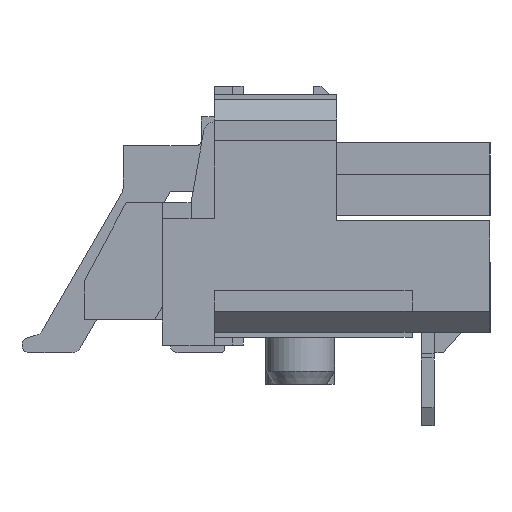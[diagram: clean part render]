
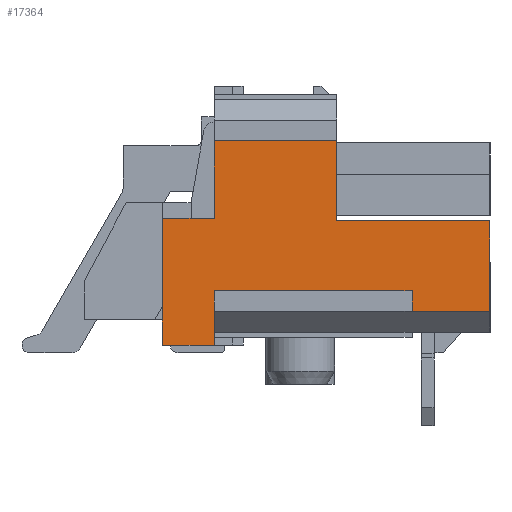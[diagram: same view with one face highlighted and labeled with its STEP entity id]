
A CAD part, left-side view. The second image highlights one B-rep face of the part: STEP entity #17364.
In plain terms, the highlighted planar face has unit normal (-1, 0, 0).
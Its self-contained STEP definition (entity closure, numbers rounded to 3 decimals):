
#14206=CARTESIAN_POINT('',(-9.85,-5.503,4.08));
#14207=VERTEX_POINT('',#14206);
#14214=CARTESIAN_POINT('',(-9.85,-5.503,2.54));
#14215=VERTEX_POINT('',#14214);
#14216=CARTESIAN_POINT('',(-9.85,-5.503,2.54));
#14217=DIRECTION('',(0.0,0.0,1.0));
#14218=VECTOR('',#14217,1.54);
#14219=LINE('',#14216,#14218);
#14220=EDGE_CURVE('',#14215,#14207,#14219,.T.);
#15631=CARTESIAN_POINT('',(-9.85,-3.153,2.59));
#15632=VERTEX_POINT('',#15631);
#15639=CARTESIAN_POINT('',(-9.85,-3.153,4.08));
#15640=VERTEX_POINT('',#15639);
#15641=CARTESIAN_POINT('',(-9.85,-3.153,4.08));
#15642=DIRECTION('',(0.0,0.0,-1.0));
#15643=VECTOR('',#15642,1.49);
#15644=LINE('',#15641,#15643);
#15645=EDGE_CURVE('',#15640,#15632,#15644,.T.);
#15919=CARTESIAN_POINT('',(-9.85,-3.153,1.2));
#15920=VERTEX_POINT('',#15919);
#15921=CARTESIAN_POINT('',(-9.85,-3.153,0.8));
#15922=VERTEX_POINT('',#15921);
#15923=CARTESIAN_POINT('',(-9.85,-3.153,1.2));
#15924=DIRECTION('',(0.0,0.0,-1.0));
#15925=VECTOR('',#15924,0.4);
#15926=LINE('',#15923,#15925);
#15927=EDGE_CURVE('',#15920,#15922,#15926,.T.);
#16483=CARTESIAN_POINT('',(-9.85,-8.453,2.54));
#16484=VERTEX_POINT('',#16483);
#16485=CARTESIAN_POINT('',(-9.85,-8.453,2.54));
#16486=DIRECTION('',(0.0,1.0,0.0));
#16487=VECTOR('',#16486,2.95);
#16488=LINE('',#16485,#16487);
#16489=EDGE_CURVE('',#16484,#14215,#16488,.T.);
#16507=CARTESIAN_POINT('',(-9.85,-8.453,0.8));
#16508=VERTEX_POINT('',#16507);
#16509=CARTESIAN_POINT('',(-9.85,-8.453,0.8));
#16510=DIRECTION('',(0.0,0.0,1.0));
#16511=VECTOR('',#16510,1.74);
#16512=LINE('',#16509,#16511);
#16513=EDGE_CURVE('',#16508,#16484,#16512,.T.);
#16834=CARTESIAN_POINT('',(-9.85,-3.153,0.15));
#16835=VERTEX_POINT('',#16834);
#16842=CARTESIAN_POINT('',(-9.85,-2.153,0.15));
#16843=VERTEX_POINT('',#16842);
#16844=CARTESIAN_POINT('',(-9.85,-3.153,0.15));
#16845=DIRECTION('',(0.0,1.0,0.0));
#16846=VECTOR('',#16845,1.0);
#16847=LINE('',#16844,#16846);
#16848=EDGE_CURVE('',#16835,#16843,#16847,.T.);
#16881=CARTESIAN_POINT('',(-9.85,-3.153,0.8));
#16882=DIRECTION('',(0.0,0.0,-1.0));
#16883=VECTOR('',#16882,0.65);
#16884=LINE('',#16881,#16883);
#16885=EDGE_CURVE('',#15922,#16835,#16884,.T.);
#16911=CARTESIAN_POINT('',(-9.85,-2.153,2.59));
#16912=VERTEX_POINT('',#16911);
#16919=CARTESIAN_POINT('',(-9.85,-2.153,2.59));
#16920=DIRECTION('',(0.0,-1.0,0.0));
#16921=VECTOR('',#16920,1.0);
#16922=LINE('',#16919,#16921);
#16923=EDGE_CURVE('',#16912,#15632,#16922,.T.);
#17152=CARTESIAN_POINT('',(-9.85,-2.153,2.59));
#17153=DIRECTION('',(0.0,0.0,-1.0));
#17154=VECTOR('',#17153,2.44);
#17155=LINE('',#17152,#17154);
#17156=EDGE_CURVE('',#16912,#16843,#17155,.T.);
#17282=CARTESIAN_POINT('',(-9.85,-5.503,4.08));
#17283=DIRECTION('',(0.0,1.0,0.0));
#17284=VECTOR('',#17283,2.35);
#17285=LINE('',#17282,#17284);
#17286=EDGE_CURVE('',#14207,#15640,#17285,.T.);
#17325=CARTESIAN_POINT('',(-9.85,-3.153,0.8));
#17326=DIRECTION('',(-1.0,0.0,0.0));
#17327=DIRECTION('',(0.0,0.0,-1.0));
#17328=AXIS2_PLACEMENT_3D('',#17325,#17326,#17327);
#17329=PLANE('',#17328);
#17330=ORIENTED_EDGE('',*,*,#17286,.T.);
#17331=ORIENTED_EDGE('',*,*,#15645,.T.);
#17332=ORIENTED_EDGE('',*,*,#16923,.F.);
#17333=ORIENTED_EDGE('',*,*,#17156,.T.);
#17334=ORIENTED_EDGE('',*,*,#16848,.F.);
#17335=ORIENTED_EDGE('',*,*,#16885,.F.);
#17336=ORIENTED_EDGE('',*,*,#15927,.F.);
#17337=CARTESIAN_POINT('',(-9.85,-6.953,1.2));
#17338=VERTEX_POINT('',#17337);
#17339=CARTESIAN_POINT('',(-9.85,-6.953,1.2));
#17340=DIRECTION('',(0.0,1.0,0.0));
#17341=VECTOR('',#17340,3.8);
#17342=LINE('',#17339,#17341);
#17343=EDGE_CURVE('',#17338,#15920,#17342,.T.);
#17344=ORIENTED_EDGE('',*,*,#17343,.F.);
#17345=CARTESIAN_POINT('',(-9.85,-6.953,0.8));
#17346=VERTEX_POINT('',#17345);
#17347=CARTESIAN_POINT('',(-9.85,-6.953,1.2));
#17348=DIRECTION('',(0.0,0.0,-1.0));
#17349=VECTOR('',#17348,0.4);
#17350=LINE('',#17347,#17349);
#17351=EDGE_CURVE('',#17338,#17346,#17350,.T.);
#17352=ORIENTED_EDGE('',*,*,#17351,.T.);
#17353=CARTESIAN_POINT('',(-9.85,-8.453,0.8));
#17354=DIRECTION('',(0.0,1.0,0.0));
#17355=VECTOR('',#17354,1.5);
#17356=LINE('',#17353,#17355);
#17357=EDGE_CURVE('',#16508,#17346,#17356,.T.);
#17358=ORIENTED_EDGE('',*,*,#17357,.F.);
#17359=ORIENTED_EDGE('',*,*,#16513,.T.);
#17360=ORIENTED_EDGE('',*,*,#16489,.T.);
#17361=ORIENTED_EDGE('',*,*,#14220,.T.);
#17362=EDGE_LOOP('',(#17330,#17331,#17332,#17333,#17334,#17335,#17336,#17344,#17352,#17358,#17359,#17360,#17361));
#17363=FACE_OUTER_BOUND('',#17362,.T.);
#17364=ADVANCED_FACE('',(#17363),#17329,.T.);
